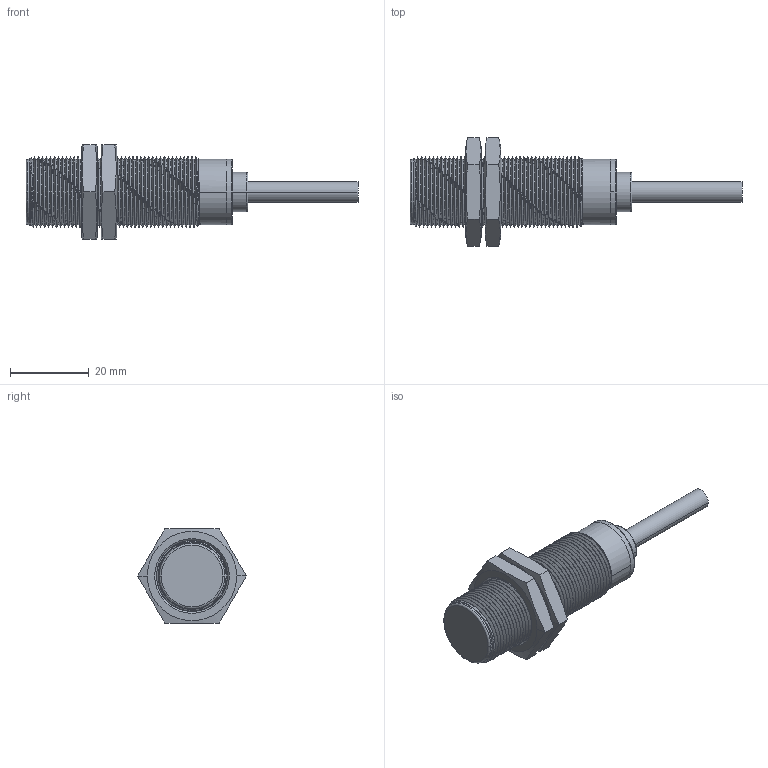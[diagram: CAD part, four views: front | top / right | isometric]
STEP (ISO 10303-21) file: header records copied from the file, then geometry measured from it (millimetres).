
FILE_DESCRIPTION((''),'2;1');
FILE_NAME('LR18XBF-W_ASM','2019-03-06T',('jingbian'),(''),'CREO PARAMETRIC BY PTC INC, 2016260','CREO PARAMETRIC BY PTC INC, 2016260','');
FILE_SCHEMA(('CONFIG_CONTROL_DESIGN'));
Length unit declared in the file: millimetre
Products named in the file (6): M18T__; QIANSAI___; 1MP8191G__; XIANG__; LM_; LR18XBF-W_ASM
Assembly tree (6 placements, depth 2):
  LR18XBF-W_ASM
    M18T__
    QIANSAI___
    1MP8191G__
    XIANG__
    LM_  x2
Bounding box: 84.5 x 27.71 x 24 mm (x, y, z)
Volume: 6948.2 mm3; surface area: 12236.5 mm2
Topology: 6 solids, 6 shells, 238 faces, 599 edges, 383 vertices
Faces by surface type: cylinder 124, plane 36, bspline 36, cone 28, torus 14
Entity records: 22733 total; most frequent: CARTESIAN_POINT 17807, ORIENTED_EDGE 1102, DIRECTION 828, EDGE_CURVE 551, VERTEX_POINT 351, AXIS2_PLACEMENT_3D 330, B_SPLINE_CURVE_WITH_KNOTS 249, EDGE_LOOP 236
